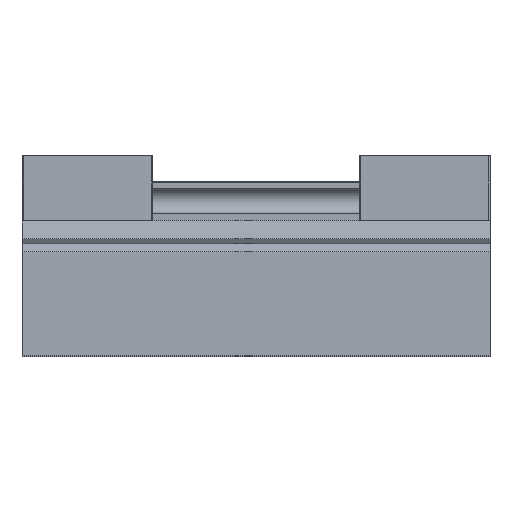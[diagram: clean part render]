
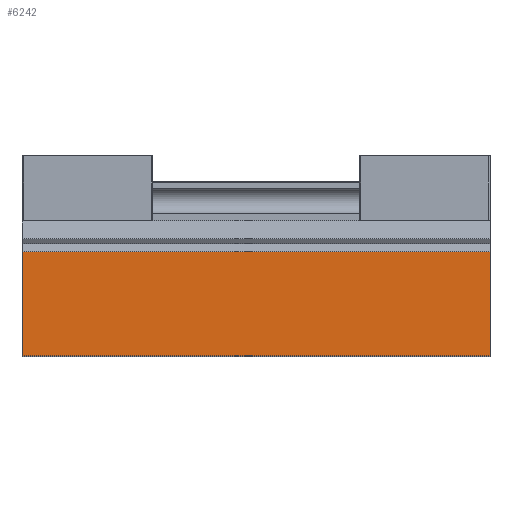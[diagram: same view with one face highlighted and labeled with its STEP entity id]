
A CAD part, top view. The second image highlights one B-rep face of the part: STEP entity #6242.
In plain terms, the highlighted planar face has unit normal (0, 0, 1).
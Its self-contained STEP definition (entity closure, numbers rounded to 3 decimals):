
#2140 = VERTEX_POINT( '', #6351 );
#2460 = EDGE_CURVE( '', #2140, #2886, #6703, .T. );
#2886 = VERTEX_POINT( '', #7180 );
#4112 = EDGE_CURVE( '', #5134, #2140, #8582, .T. );
#4344 = VERTEX_POINT( '', #8840 );
#4490 = EDGE_CURVE( '', #5134, #4344, #8999, .T. );
#4760 = EDGE_CURVE( '', #4344, #2886, #9298, .T. );
#5134 = VERTEX_POINT( '', #9711 );
#6242 = ADVANCED_FACE( '', ( #10939 ), #10940, .T. );
#6351 = CARTESIAN_POINT( '', ( 147.5, 0.5, 72.5 ) );
#6703 = LINE( '', #11547, #11548 );
#7180 = CARTESIAN_POINT( '', ( -147.5, 0.5, 72.5 ) );
#8582 = LINE( '', #14095, #14096 );
#8840 = CARTESIAN_POINT( '', ( -147.5, 66.069, 72.5 ) );
#8999 = LINE( '', #14671, #14672 );
#9298 = LINE( '', #15087, #15088 );
#9711 = CARTESIAN_POINT( '', ( 147.5, 66.069, 72.5 ) );
#10939 = FACE_OUTER_BOUND( '', #17346, .T. );
#10940 = PLANE( '', #17347 );
#11547 = CARTESIAN_POINT( '', ( 147.5, 0.5, 72.5 ) );
#11548 = VECTOR( '', #17869, 1. );
#14095 = CARTESIAN_POINT( '', ( 147.5, 66.069, 72.5 ) );
#14096 = VECTOR( '', #20179, 1. );
#14671 = CARTESIAN_POINT( '', ( 147.5, 66.069, 72.5 ) );
#14672 = VECTOR( '', #20662, 1. );
#15087 = CARTESIAN_POINT( '', ( -147.5, 66.069, 72.5 ) );
#15088 = VECTOR( '', #20985, 1. );
#17346 = EDGE_LOOP( '', ( #22745, #22746, #22747, #22748 ) );
#17347 = AXIS2_PLACEMENT_3D( '', #22749, #22750, #22751 );
#17869 = DIRECTION( '', ( -1., 0., 0. ) );
#20179 = DIRECTION( '', ( 0., -1., 0. ) );
#20662 = DIRECTION( '', ( -1., 0., 0. ) );
#20985 = DIRECTION( '', ( 0., -1., 0. ) );
#22745 = ORIENTED_EDGE( '', *, *, #4760, .T. );
#22746 = ORIENTED_EDGE( '', *, *, #2460, .F. );
#22747 = ORIENTED_EDGE( '', *, *, #4112, .F. );
#22748 = ORIENTED_EDGE( '', *, *, #4490, .T. );
#22749 = CARTESIAN_POINT( '', ( 147.5, 66.069, 72.5 ) );
#22750 = DIRECTION( '', ( 0., 0., 1. ) );
#22751 = DIRECTION( '', ( 0., 1., 0. ) );
